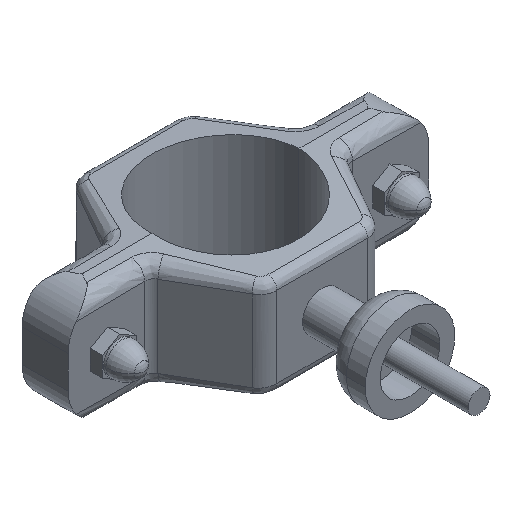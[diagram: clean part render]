
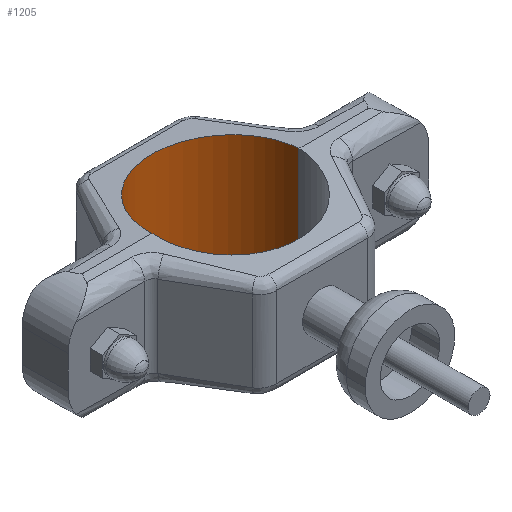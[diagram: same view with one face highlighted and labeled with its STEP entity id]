
A CAD part, isometric view. The second image highlights one B-rep face of the part: STEP entity #1205.
In plain terms, the highlighted cylindrical face has radius 23.8 mm (diameter 47.6 mm), a partial arc.
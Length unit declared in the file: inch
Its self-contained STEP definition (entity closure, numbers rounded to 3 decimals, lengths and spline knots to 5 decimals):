
#29 = CARTESIAN_POINT ( 'NONE',  ( -0.937, 0., -0.70833 ) ) ;
#46 = CARTESIAN_POINT ( 'NONE',  ( -0.937, 0., -0.70833 ) ) ;
#137 = CARTESIAN_POINT ( 'NONE',  ( 0.937, 0., 0.6265 ) ) ;
#201 = DIRECTION ( 'NONE',  ( -1., 0., 0. ) ) ;
#272 = VECTOR ( 'NONE', #1184, 39.37008 ) ;
#338 = CARTESIAN_POINT ( 'NONE',  ( -0.937, 1.874, -0.58386 ) ) ;
#503 = EDGE_CURVE ( 'NONE', #1497, #1878, #1264, .T. ) ;
#541 = VERTEX_POINT ( 'NONE', #46 ) ;
#606 = CARTESIAN_POINT ( 'NONE',  ( 0.937, 1.874, 0.58386 ) ) ;
#762 = CARTESIAN_POINT ( 'NONE',  ( -0.937, 0., 0.70833 ) ) ;
#805 = LINE ( 'NONE', #1818, #272 ) ;
#905 = ORIENTED_EDGE ( 'NONE', *, *, #3170, .F. ) ;
#920 = EDGE_CURVE ( 'NONE', #1497, #541, #805, .T. ) ;
#1184 = DIRECTION ( 'NONE',  ( 0., 0., -1. ) ) ;
#1205 = ADVANCED_FACE ( 'NONE', ( #1243 ), #2934, .F. ) ;
#1243 = FACE_OUTER_BOUND ( 'NONE', #3384, .T. ) ;
#1264 =( BOUNDED_CURVE ( )  B_SPLINE_CURVE ( 3, ( #1610, #4146, #606, #2238 ),
 .UNSPECIFIED., .F., .T. ) 
 B_SPLINE_CURVE_WITH_KNOTS ( ( 4, 4 ),
 ( 4.71239, 7.85398 ),
 .UNSPECIFIED. ) 
 CURVE ( )  GEOMETRIC_REPRESENTATION_ITEM ( )  RATIONAL_B_SPLINE_CURVE ( ( 1., 0.333, 0.333, 1. ) ) 
 REPRESENTATION_ITEM ( '' )  );
#1318 = EDGE_CURVE ( 'NONE', #541, #1628, #1505, .T. ) ;
#1320 = CARTESIAN_POINT ( 'NONE',  ( 0.937, 0., 0.70833 ) ) ;
#1497 = VERTEX_POINT ( 'NONE', #762 ) ;
#1505 =( BOUNDED_CURVE ( )  B_SPLINE_CURVE ( 3, ( #29, #338, #3573, #1651 ),
 .UNSPECIFIED., .F., .T. ) 
 B_SPLINE_CURVE_WITH_KNOTS ( ( 4, 4 ),
 ( 1.5708, 4.71239 ),
 .UNSPECIFIED. ) 
 CURVE ( )  GEOMETRIC_REPRESENTATION_ITEM ( )  RATIONAL_B_SPLINE_CURVE ( ( 1., 0.333, 0.333, 1. ) ) 
 REPRESENTATION_ITEM ( '' )  );
#1610 = CARTESIAN_POINT ( 'NONE',  ( -0.937, 0., 0.70833 ) ) ;
#1628 = VERTEX_POINT ( 'NONE', #2551 ) ;
#1651 = CARTESIAN_POINT ( 'NONE',  ( 0.937, 0., -0.70833 ) ) ;
#1721 = DIRECTION ( 'NONE',  ( 0., 0., -1. ) ) ;
#1808 = DIRECTION ( 'NONE',  ( 0., 0., -1. ) ) ;
#1818 = CARTESIAN_POINT ( 'NONE',  ( -0.937, 0., 0.6265 ) ) ;
#1878 = VERTEX_POINT ( 'NONE', #1320 ) ;
#1986 = ORIENTED_EDGE ( 'NONE', *, *, #920, .T. ) ;
#2238 = CARTESIAN_POINT ( 'NONE',  ( 0.937, 0., 0.70833 ) ) ;
#2551 = CARTESIAN_POINT ( 'NONE',  ( 0.937, 0., -0.70833 ) ) ;
#2934 = CYLINDRICAL_SURFACE ( 'NONE', #3696, 0.937 ) ;
#3170 = EDGE_CURVE ( 'NONE', #1878, #1628, #3171, .T. ) ;
#3171 = LINE ( 'NONE', #137, #3810 ) ;
#3384 = EDGE_LOOP ( 'NONE', ( #905, #4032, #1986, #3637 ) ) ;
#3407 = CARTESIAN_POINT ( 'NONE',  ( 0., 0., 0.6265 ) ) ;
#3573 = CARTESIAN_POINT ( 'NONE',  ( 0.937, 1.874, -0.58386 ) ) ;
#3637 = ORIENTED_EDGE ( 'NONE', *, *, #1318, .T. ) ;
#3696 = AXIS2_PLACEMENT_3D ( 'NONE', #3407, #1808, #201 ) ;
#3810 = VECTOR ( 'NONE', #1721, 39.37008 ) ;
#4032 = ORIENTED_EDGE ( 'NONE', *, *, #503, .F. ) ;
#4146 = CARTESIAN_POINT ( 'NONE',  ( -0.937, 1.874, 0.58386 ) ) ;
